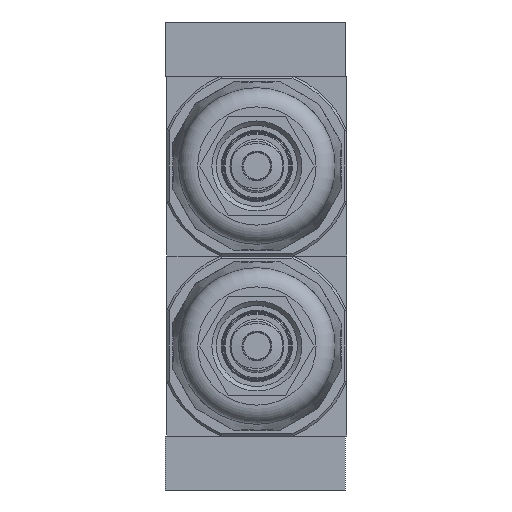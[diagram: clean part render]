
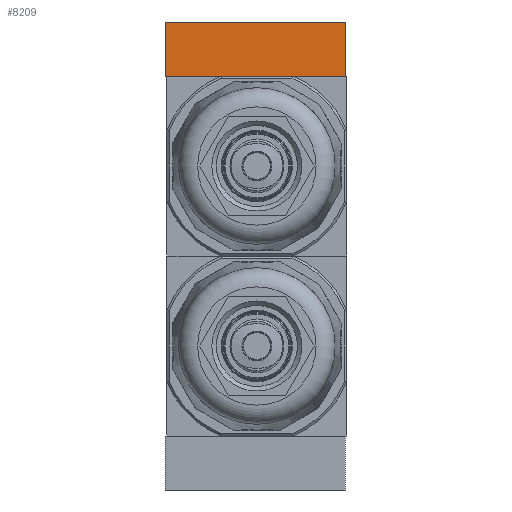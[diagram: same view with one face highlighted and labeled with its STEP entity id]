
A CAD part, front view. The second image highlights one B-rep face of the part: STEP entity #8209.
In plain terms, the highlighted planar face has unit normal (0, -1, 0).
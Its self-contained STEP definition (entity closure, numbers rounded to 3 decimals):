
#1059=ORIENTED_EDGE('',*,*,#3399,.T.);
#1060=ORIENTED_EDGE('',*,*,#3422,.F.);
#1061=ORIENTED_EDGE('',*,*,#3423,.F.);
#1062=ORIENTED_EDGE('',*,*,#3419,.T.);
#3399=EDGE_CURVE('',#4579,#4581,#5415,.T.);
#3419=EDGE_CURVE('',#4601,#4579,#5422,.T.);
#3422=EDGE_CURVE('',#4603,#4581,#5425,.T.);
#3423=EDGE_CURVE('',#4601,#4603,#5426,.T.);
#4579=VERTEX_POINT('',#14879);
#4581=VERTEX_POINT('',#14883);
#4601=VERTEX_POINT('',#14925);
#4603=VERTEX_POINT('',#14931);
#5415=LINE('',#14884,#5955);
#5422=LINE('',#14924,#5962);
#5425=LINE('',#14930,#5965);
#5426=LINE('',#14932,#5966);
#5955=VECTOR('',#12430,1000.);
#5962=VECTOR('',#12465,1000.);
#5965=VECTOR('',#12470,1000.);
#5966=VECTOR('',#12471,1000.);
#6499=EDGE_LOOP('',(#1059,#1060,#1061,#1062));
#7229=FACE_BOUND('',#6499,.T.);
#7962=PLANE('',#11483);
#8209=ADVANCED_FACE('',(#7229),#7962,.F.);
#11483=AXIS2_PLACEMENT_3D('',#14929,#12468,#12469);
#12430=DIRECTION('',(1.,0.,0.));
#12465=DIRECTION('',(0.,0.,-1.));
#12468=DIRECTION('',(0.,1.,0.));
#12469=DIRECTION('',(0.,0.,1.));
#12470=DIRECTION('',(0.,0.,-1.));
#12471=DIRECTION('',(1.,0.,0.));
#14879=CARTESIAN_POINT('',(-20.,-10.,-6.));
#14883=CARTESIAN_POINT('',(20.,-10.,-6.));
#14884=CARTESIAN_POINT('',(-20.,-10.,-6.));
#14924=CARTESIAN_POINT('',(-20.,-10.,6.));
#14925=CARTESIAN_POINT('',(-20.,-10.,6.));
#14929=CARTESIAN_POINT('',(-20.,-10.,6.));
#14930=CARTESIAN_POINT('',(20.,-10.,6.));
#14931=CARTESIAN_POINT('',(20.,-10.,6.));
#14932=CARTESIAN_POINT('',(-20.,-10.,6.));
